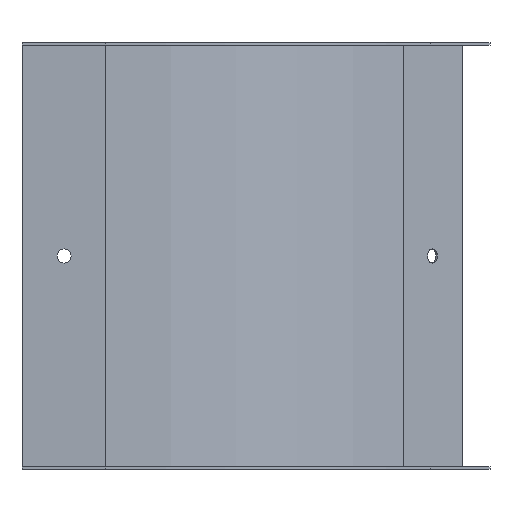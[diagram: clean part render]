
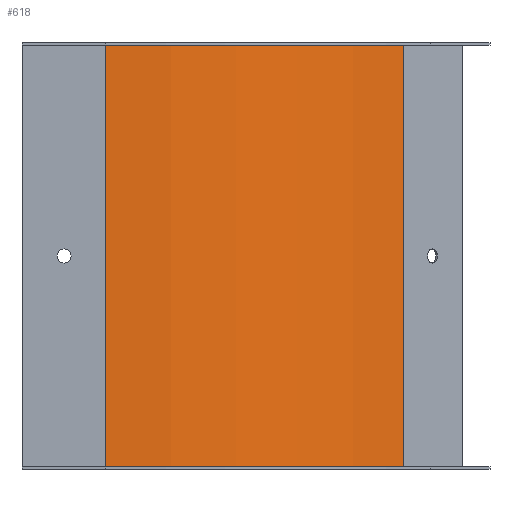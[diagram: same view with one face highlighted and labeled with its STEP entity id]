
A CAD part, front view. The second image highlights one B-rep face of the part: STEP entity #618.
In plain terms, the highlighted cylindrical face has radius 150 mm (diameter 300 mm), a partial arc.
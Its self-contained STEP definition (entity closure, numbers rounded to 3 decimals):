
#14 = DIRECTION ( 'NONE',  ( 0., 0., 1. ) ) ;
#48 = CARTESIAN_POINT ( 'NONE',  ( 135.858, 57.934, -151.2 ) ) ;
#49 = CARTESIAN_POINT ( 'NONE',  ( 135.858, 57.934, -150.4 ) ) ;
#52 = CARTESIAN_POINT ( 'NONE',  ( 135.858, 57.934, 0. ) ) ;
#55 = CARTESIAN_POINT ( 'NONE',  ( 29.792, 14., -150.4 ) ) ;
#70 = CARTESIAN_POINT ( 'NONE',  ( 29.792, 14., 0. ) ) ;
#127 = LINE ( 'NONE', #48, #299 ) ;
#181 = ORIENTED_EDGE ( 'NONE', *, *, #576, .F. ) ;
#183 = ORIENTED_EDGE ( 'NONE', *, *, #577, .F. ) ;
#184 = ORIENTED_EDGE ( 'NONE', *, *, #439, .T. ) ;
#185 = ORIENTED_EDGE ( 'NONE', *, *, #579, .T. ) ;
#248 = VERTEX_POINT ( 'NONE', #70 ) ;
#261 = VERTEX_POINT ( 'NONE', #55 ) ;
#264 = VERTEX_POINT ( 'NONE', #52 ) ;
#272 = VERTEX_POINT ( 'NONE', #49 ) ;
#273 = EDGE_LOOP ( 'NONE', ( #181, #183, #184, #185 ) ) ;
#299 = VECTOR ( 'NONE', #14, 1000. ) ;
#309 = LINE ( 'NONE', #655, #318 ) ;
#313 = CIRCLE ( 'NONE', #428, 150. ) ;
#318 = VECTOR ( 'NONE', #681, 1000. ) ;
#323 = CIRCLE ( 'NONE', #427, 150. ) ;
#328 = FACE_OUTER_BOUND ( 'NONE', #273, .T. ) ;
#372 = CYLINDRICAL_SURFACE ( 'NONE', #453, 150. ) ;
#427 = AXIS2_PLACEMENT_3D ( 'NONE', #646, #656, #680 ) ;
#428 = AXIS2_PLACEMENT_3D ( 'NONE', #677, #708, #685 ) ;
#439 = EDGE_CURVE ( 'NONE', #272, #264, #127, .T. ) ;
#453 = AXIS2_PLACEMENT_3D ( 'NONE', #572, #471, #475 ) ;
#471 = DIRECTION ( 'NONE',  ( 0., 0., 1. ) ) ;
#475 = DIRECTION ( 'NONE',  ( 1., 0., 0. ) ) ;
#572 = CARTESIAN_POINT ( 'NONE',  ( 29.792, 164., -151.2 ) ) ;
#576 = EDGE_CURVE ( 'NONE', #261, #248, #309, .T. ) ;
#577 = EDGE_CURVE ( 'NONE', #272, #261, #313, .T. ) ;
#579 = EDGE_CURVE ( 'NONE', #264, #248, #323, .T. ) ;
#618 = ADVANCED_FACE ( 'NONE', ( #328 ), #372, .T. ) ;
#646 = CARTESIAN_POINT ( 'NONE',  ( 29.792, 164., 0. ) ) ;
#655 = CARTESIAN_POINT ( 'NONE',  ( 29.792, 14., -151.2 ) ) ;
#656 = DIRECTION ( 'NONE',  ( 0., 0., -1. ) ) ;
#677 = CARTESIAN_POINT ( 'NONE',  ( 29.792, 164., -150.4 ) ) ;
#680 = DIRECTION ( 'NONE',  ( 1., 0., 0. ) ) ;
#681 = DIRECTION ( 'NONE',  ( 0., 0., 1. ) ) ;
#685 = DIRECTION ( 'NONE',  ( 1., 0., 0. ) ) ;
#708 = DIRECTION ( 'NONE',  ( 0., 0., -1. ) ) ;
